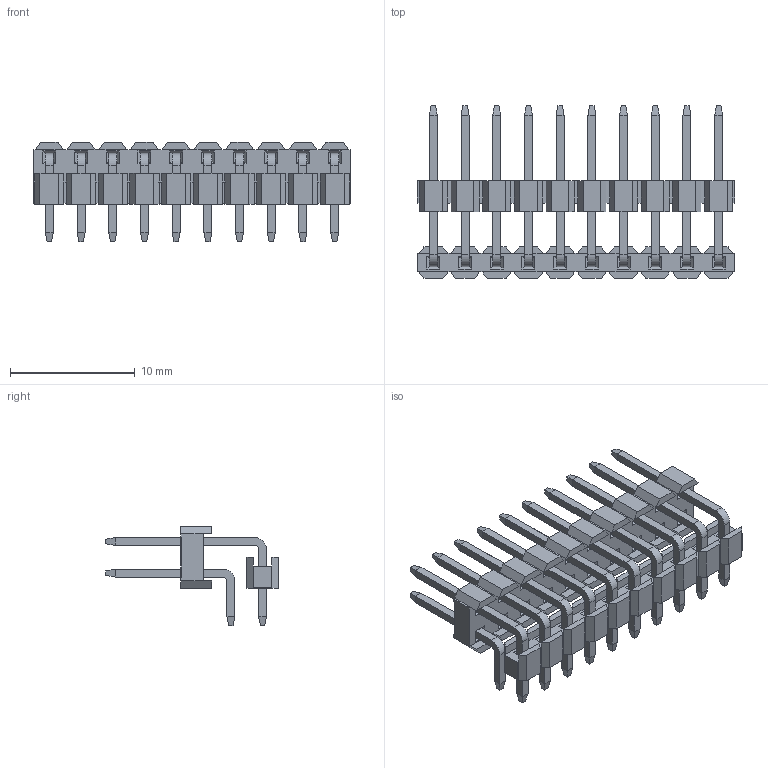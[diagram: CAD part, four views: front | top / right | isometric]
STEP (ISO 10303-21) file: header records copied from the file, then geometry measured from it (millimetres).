
FILE_DESCRIPTION( ('This file contains a STEP AP42 implementation' ,'as created by ZW3D STEP Interface translator.') ,'2;1' );
FILE_NAME( '1125-12XXXXRXXXXXXX(側醱俔)(俋齬樓呿).stp' ,'23 329.155155', (''), ('ZWCAD Software Co.'), 'Version 1.0', 'ZW3D to STEP translator', '' );
FILE_SCHEMA(('AUTOMOTIVE_DESIGN { 1 0 10303 214 1 1 1 1 }'));
Length unit declared in the file: millimetre
Products named in the file (2): 0; 1125-1220XXR139XXXX(側醱俔)(俋齬樓呿)
Bounding box: 25.4 x 13.81 x 8 mm (x, y, z)
Volume: 449.5 mm3; surface area: 1686.4 mm2
Topology: 22 solids, 22 shells, 985 faces, 2396 edges, 1464 vertices
Faces by surface type: plane 945, cylinder 40
Entity records: 28870 total; most frequent: CARTESIAN_POINT 4846, ORIENTED_EDGE 4792, DIRECTION 4448, EDGE_CURVE 2396, VECTOR 2316, LINE 2316, VERTEX_POINT 1464, AXIS2_PLACEMENT_3D 1066
